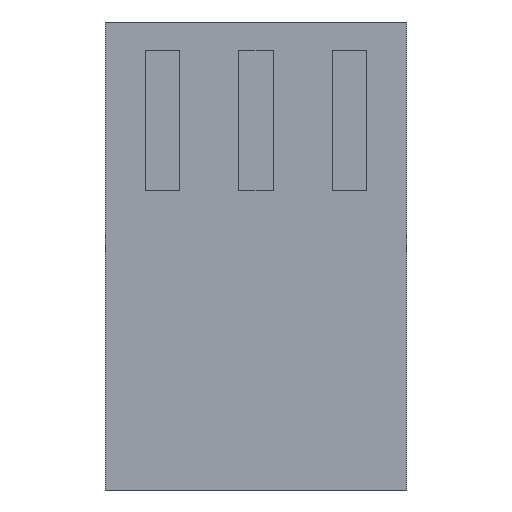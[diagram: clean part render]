
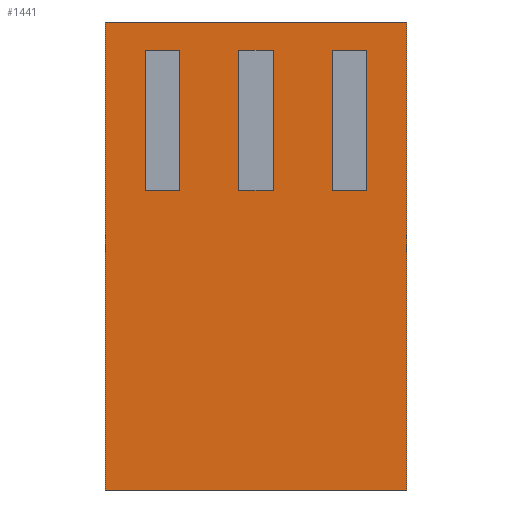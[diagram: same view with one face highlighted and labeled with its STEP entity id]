
A CAD part, front view. The second image highlights one B-rep face of the part: STEP entity #1441.
In plain terms, the highlighted planar face has unit normal (0, -1, 0).
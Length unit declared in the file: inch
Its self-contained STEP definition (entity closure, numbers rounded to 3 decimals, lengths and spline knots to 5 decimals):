
#73=DIRECTION('',(-1.,0.,0.));
#74=VECTOR('',#73,0.322);
#75=CARTESIAN_POINT('',(0.161,0.,0.));
#76=LINE('',#75,#74);
#201=DIRECTION('',(-1.,0.,0.));
#202=VECTOR('',#201,0.322);
#203=CARTESIAN_POINT('',(0.161,0.,-0.5));
#204=LINE('',#203,#202);
#313=DIRECTION('',(0.,0.,-1.));
#314=VECTOR('',#313,0.5);
#315=CARTESIAN_POINT('',(0.161,0.,0.));
#316=LINE('',#315,#314);
#317=DIRECTION('',(0.,0.,-1.));
#318=VECTOR('',#317,0.15);
#319=CARTESIAN_POINT('',(-0.1185,0.,-0.03));
#320=LINE('',#319,#318);
#321=DIRECTION('',(1.,0.,0.));
#322=VECTOR('',#321,0.037);
#323=CARTESIAN_POINT('',(-0.1185,0.,-0.18));
#324=LINE('',#323,#322);
#325=DIRECTION('',(0.,0.,1.));
#326=VECTOR('',#325,0.15);
#327=CARTESIAN_POINT('',(-0.0815,0.,-0.18));
#328=LINE('',#327,#326);
#329=DIRECTION('',(-1.,0.,0.));
#330=VECTOR('',#329,0.037);
#331=CARTESIAN_POINT('',(-0.0815,0.,-0.03));
#332=LINE('',#331,#330);
#333=DIRECTION('',(0.,0.,-1.));
#334=VECTOR('',#333,0.15);
#335=CARTESIAN_POINT('',(-0.0185,0.,-0.03));
#336=LINE('',#335,#334);
#337=DIRECTION('',(1.,0.,0.));
#338=VECTOR('',#337,0.037);
#339=CARTESIAN_POINT('',(-0.0185,0.,-0.18));
#340=LINE('',#339,#338);
#341=DIRECTION('',(0.,0.,1.));
#342=VECTOR('',#341,0.15);
#343=CARTESIAN_POINT('',(0.0185,0.,-0.18));
#344=LINE('',#343,#342);
#345=DIRECTION('',(-1.,0.,0.));
#346=VECTOR('',#345,0.037);
#347=CARTESIAN_POINT('',(0.0185,0.,-0.03));
#348=LINE('',#347,#346);
#349=DIRECTION('',(0.,0.,-1.));
#350=VECTOR('',#349,0.15);
#351=CARTESIAN_POINT('',(0.0815,0.,-0.03));
#352=LINE('',#351,#350);
#353=DIRECTION('',(1.,0.,0.));
#354=VECTOR('',#353,0.037);
#355=CARTESIAN_POINT('',(0.0815,0.,-0.18));
#356=LINE('',#355,#354);
#357=DIRECTION('',(0.,0.,1.));
#358=VECTOR('',#357,0.15);
#359=CARTESIAN_POINT('',(0.1185,0.,-0.18));
#360=LINE('',#359,#358);
#361=DIRECTION('',(-1.,0.,0.));
#362=VECTOR('',#361,0.037);
#363=CARTESIAN_POINT('',(0.1185,0.,-0.03));
#364=LINE('',#363,#362);
#437=DIRECTION('',(0.,0.,-1.));
#438=VECTOR('',#437,0.5);
#439=CARTESIAN_POINT('',(-0.161,0.,0.));
#440=LINE('',#439,#438);
#817=CARTESIAN_POINT('',(0.161,0.,0.));
#818=CARTESIAN_POINT('',(-0.161,0.,0.));
#819=VERTEX_POINT('',#817);
#820=VERTEX_POINT('',#818);
#825=CARTESIAN_POINT('',(0.161,0.,-0.5));
#826=CARTESIAN_POINT('',(-0.161,0.,-0.5));
#827=VERTEX_POINT('',#825);
#828=VERTEX_POINT('',#826);
#893=CARTESIAN_POINT('',(-0.1185,0.,-0.03));
#894=CARTESIAN_POINT('',(-0.1185,0.,-0.18));
#895=VERTEX_POINT('',#893);
#896=VERTEX_POINT('',#894);
#897=CARTESIAN_POINT('',(-0.0815,0.,-0.18));
#898=VERTEX_POINT('',#897);
#899=CARTESIAN_POINT('',(-0.0815,0.,-0.03));
#900=VERTEX_POINT('',#899);
#1057=CARTESIAN_POINT('',(-0.0185,0.,-0.03));
#1058=CARTESIAN_POINT('',(-0.0185,0.,-0.18));
#1059=VERTEX_POINT('',#1057);
#1060=VERTEX_POINT('',#1058);
#1061=CARTESIAN_POINT('',(0.0185,0.,-0.18));
#1062=VERTEX_POINT('',#1061);
#1063=CARTESIAN_POINT('',(0.0185,0.,-0.03));
#1064=VERTEX_POINT('',#1063);
#1073=CARTESIAN_POINT('',(0.0815,0.,-0.03));
#1074=CARTESIAN_POINT('',(0.0815,0.,-0.18));
#1075=VERTEX_POINT('',#1073);
#1076=VERTEX_POINT('',#1074);
#1077=CARTESIAN_POINT('',(0.1185,0.,-0.18));
#1078=VERTEX_POINT('',#1077);
#1079=CARTESIAN_POINT('',(0.1185,0.,-0.03));
#1080=VERTEX_POINT('',#1079);
#1398=CARTESIAN_POINT('',(0.161,0.,0.));
#1399=DIRECTION('',(0.,-1.,0.));
#1400=DIRECTION('',(-1.,0.,0.));
#1401=AXIS2_PLACEMENT_3D('',#1398,#1399,#1400);
#1402=PLANE('',#1401);
#1403=ORIENTED_EDGE('',*,*,#1098,.F.);
#1405=ORIENTED_EDGE('',*,*,#1404,.T.);
#1406=ORIENTED_EDGE('',*,*,#1338,.T.);
#1408=ORIENTED_EDGE('',*,*,#1407,.F.);
#1409=EDGE_LOOP('',(#1403,#1405,#1406,#1408));
#1410=FACE_OUTER_BOUND('',#1409,.F.);
#1412=ORIENTED_EDGE('',*,*,#1411,.T.);
#1414=ORIENTED_EDGE('',*,*,#1413,.T.);
#1416=ORIENTED_EDGE('',*,*,#1415,.T.);
#1418=ORIENTED_EDGE('',*,*,#1417,.T.);
#1419=EDGE_LOOP('',(#1412,#1414,#1416,#1418));
#1420=FACE_BOUND('',#1419,.F.);
#1422=ORIENTED_EDGE('',*,*,#1421,.T.);
#1424=ORIENTED_EDGE('',*,*,#1423,.T.);
#1426=ORIENTED_EDGE('',*,*,#1425,.T.);
#1428=ORIENTED_EDGE('',*,*,#1427,.T.);
#1429=EDGE_LOOP('',(#1422,#1424,#1426,#1428));
#1430=FACE_BOUND('',#1429,.F.);
#1432=ORIENTED_EDGE('',*,*,#1431,.T.);
#1434=ORIENTED_EDGE('',*,*,#1433,.T.);
#1436=ORIENTED_EDGE('',*,*,#1435,.T.);
#1438=ORIENTED_EDGE('',*,*,#1437,.T.);
#1439=EDGE_LOOP('',(#1432,#1434,#1436,#1438));
#1440=FACE_BOUND('',#1439,.F.);
#1441=ADVANCED_FACE('',(#1410,#1420,#1430,#1440),#1402,.T.);
#1098=EDGE_CURVE('',#819,#820,#76,.T.);
#1338=EDGE_CURVE('',#827,#828,#204,.T.);
#1404=EDGE_CURVE('',#819,#827,#316,.T.);
#1407=EDGE_CURVE('',#820,#828,#440,.T.);
#1411=EDGE_CURVE('',#895,#896,#320,.T.);
#1413=EDGE_CURVE('',#896,#898,#324,.T.);
#1415=EDGE_CURVE('',#898,#900,#328,.T.);
#1417=EDGE_CURVE('',#900,#895,#332,.T.);
#1421=EDGE_CURVE('',#1059,#1060,#336,.T.);
#1423=EDGE_CURVE('',#1060,#1062,#340,.T.);
#1425=EDGE_CURVE('',#1062,#1064,#344,.T.);
#1427=EDGE_CURVE('',#1064,#1059,#348,.T.);
#1431=EDGE_CURVE('',#1075,#1076,#352,.T.);
#1433=EDGE_CURVE('',#1076,#1078,#356,.T.);
#1435=EDGE_CURVE('',#1078,#1080,#360,.T.);
#1437=EDGE_CURVE('',#1080,#1075,#364,.T.);
